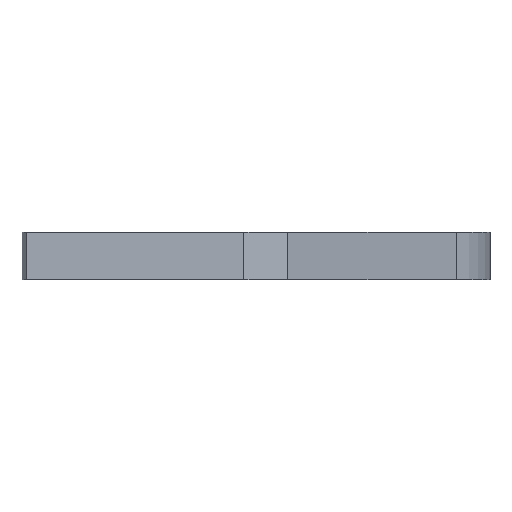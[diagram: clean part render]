
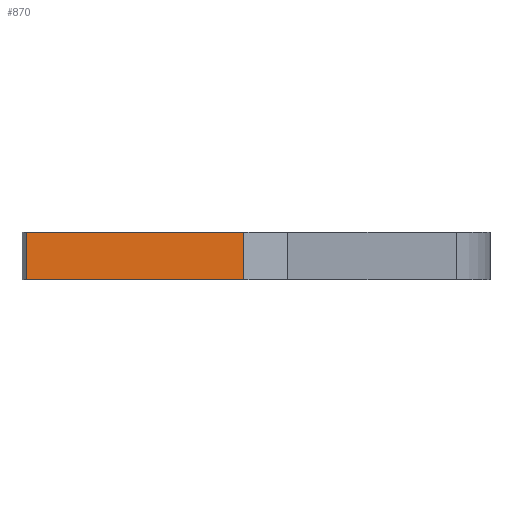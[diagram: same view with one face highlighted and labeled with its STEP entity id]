
A CAD part, left-side view. The second image highlights one B-rep face of the part: STEP entity #870.
In plain terms, the highlighted planar face has unit normal (-0.998, -0.07, 0).
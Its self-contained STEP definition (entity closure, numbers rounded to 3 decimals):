
#29=PLANE('',#942);
#39=FACE_OUTER_BOUND('',#86,.T.);
#86=EDGE_LOOP('',(#577,#578,#579,#580));
#150=LINE('',#1397,#209);
#152=LINE('',#1401,#211);
#153=LINE('',#1403,#212);
#154=LINE('',#1404,#213);
#209=VECTOR('',#1086,10.);
#211=VECTOR('',#1090,10.);
#212=VECTOR('',#1091,10.);
#213=VECTOR('',#1092,10.);
#342=VERTEX_POINT('',#1394);
#343=VERTEX_POINT('',#1396);
#344=VERTEX_POINT('',#1400);
#345=VERTEX_POINT('',#1402);
#436=EDGE_CURVE('',#343,#342,#150,.T.);
#438=EDGE_CURVE('',#344,#342,#152,.T.);
#439=EDGE_CURVE('',#345,#344,#153,.T.);
#440=EDGE_CURVE('',#343,#345,#154,.T.);
#577=ORIENTED_EDGE('',*,*,#438,.F.);
#578=ORIENTED_EDGE('',*,*,#439,.F.);
#579=ORIENTED_EDGE('',*,*,#440,.F.);
#580=ORIENTED_EDGE('',*,*,#436,.T.);
#870=ADVANCED_FACE('',(#39),#29,.T.);
#942=AXIS2_PLACEMENT_3D('',#1399,#1088,#1089);
#1086=DIRECTION('',(0.,0.,-1.));
#1088=DIRECTION('center_axis',(-0.998,-0.07,0.));
#1089=DIRECTION('ref_axis',(-0.07,0.998,0.));
#1090=DIRECTION('',(-0.07,0.998,0.));
#1091=DIRECTION('',(0.,0.,-1.));
#1092=DIRECTION('',(0.07,-0.998,0.));
#1394=CARTESIAN_POINT('',(-74.898,-22.778,0.));
#1396=CARTESIAN_POINT('',(-74.898,-22.778,5.));
#1397=CARTESIAN_POINT('',(-74.898,-22.778,5.));
#1399=CARTESIAN_POINT('Origin',(-73.291,-45.638,5.));
#1400=CARTESIAN_POINT('',(-73.291,-45.638,0.));
#1401=CARTESIAN_POINT('',(-73.28,-45.799,0.));
#1402=CARTESIAN_POINT('',(-73.291,-45.638,5.));
#1403=CARTESIAN_POINT('',(-73.291,-45.638,5.));
#1404=CARTESIAN_POINT('',(-74.898,-22.778,5.));
